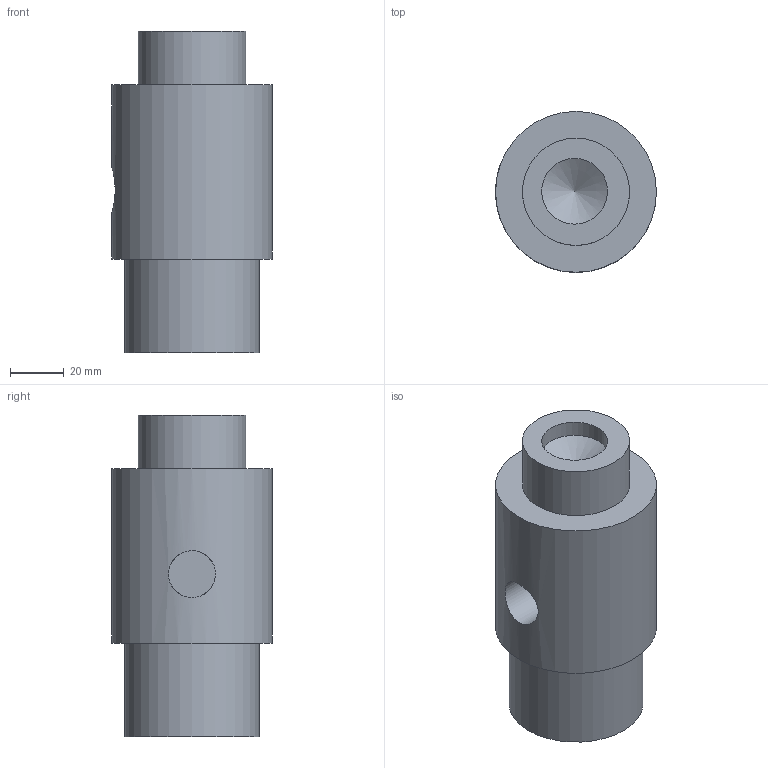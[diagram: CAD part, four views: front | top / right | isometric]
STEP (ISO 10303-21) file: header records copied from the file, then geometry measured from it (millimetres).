
FILE_DESCRIPTION(/* description */ (''),/* implementation_level */ '2;1');
FILE_NAME(/* name */ 'goCAD_Turning.step',/* time_stamp */ '2022-01-13T21:27:32+01:00',/* author */ (''),/* organization */ (''),/* preprocessor_version */ 'ST-DEVELOPER v18.1',/* originating_system */ 'Autodesk Translation Framework v10.10.0.1391',/* authorisation */ '');
FILE_SCHEMA (('AUTOMOTIVE_DESIGN { 1 0 10303 214 3 1 1 }'));
Length unit declared in the file: millimetre
Products named in the file (1): Drehbauteil_2
Bounding box: 60 x 60 x 120 mm (x, y, z)
Volume: 242874 mm3; surface area: 31449.8 mm2
Topology: 1 solids, 1 shells, 13 faces, 22 edges, 15 vertices
Faces by surface type: cylinder 6, plane 6, cone 1
Full cylindrical faces by diameter (mm): 17.519 x1, 24.526 x1, 30 x1, 40 x1, 50 x1, 60 x1
Entity records: 373 total; most frequent: CARTESIAN_POINT 86, DIRECTION 57, ORIENTED_EDGE 42, AXIS2_PLACEMENT_3D 25, EDGE_CURVE 21, EDGE_LOOP 18, VERTEX_POINT 15, FACE_OUTER_BOUND 13
